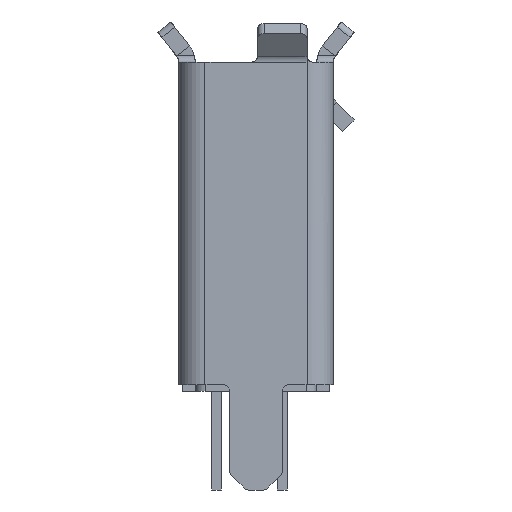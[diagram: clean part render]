
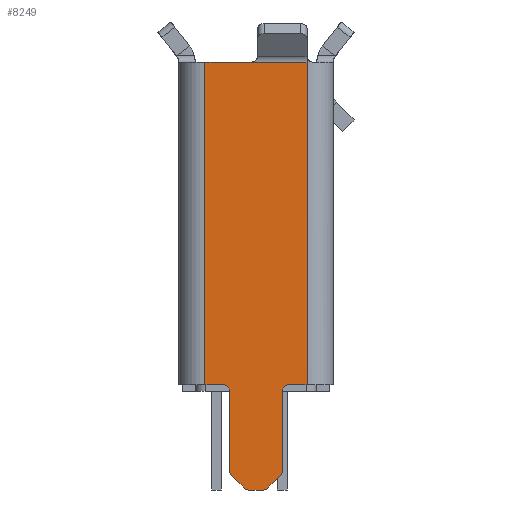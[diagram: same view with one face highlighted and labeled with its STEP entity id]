
A CAD part, left-side view. The second image highlights one B-rep face of the part: STEP entity #8249.
In plain terms, the highlighted planar face has unit normal (-1, 0, 0).
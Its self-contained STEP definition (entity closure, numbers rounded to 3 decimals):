
#70 = LINE ( 'NONE', #9432, #8348 ) ;
#74 = VERTEX_POINT ( 'NONE', #639 ) ;
#79 = VERTEX_POINT ( 'NONE', #1585 ) ;
#131 = DIRECTION ( 'NONE',  ( 0., -1., 0. ) ) ;
#639 = CARTESIAN_POINT ( 'NONE',  ( -3.7, 1.95, 2.45 ) ) ;
#693 = DIRECTION ( 'NONE',  ( 0., 0., -1. ) ) ;
#727 = DIRECTION ( 'NONE',  ( -1., 0., 0. ) ) ;
#1160 = CARTESIAN_POINT ( 'NONE',  ( -3.7, 2.35, 2.45 ) ) ;
#1203 = DIRECTION ( 'NONE',  ( 0., -0.707, 0.707 ) ) ;
#1231 = LINE ( 'NONE', #14126, #4335 ) ;
#1286 = ORIENTED_EDGE ( 'NONE', *, *, #7012, .T. ) ;
#1369 = AXIS2_PLACEMENT_3D ( 'NONE', #14196, #2124, #3226 ) ;
#1377 = VERTEX_POINT ( 'NONE', #13043 ) ;
#1389 = VERTEX_POINT ( 'NONE', #11830 ) ;
#1585 = CARTESIAN_POINT ( 'NONE',  ( -3.7, 1.95, -2.45 ) ) ;
#1654 = EDGE_CURVE ( 'NONE', #3558, #11692, #8632, .T. ) ;
#1665 = DIRECTION ( 'NONE',  ( 0., 0., 1. ) ) ;
#1709 = CARTESIAN_POINT ( 'NONE',  ( -3.7, 1.284, -3.95 ) ) ;
#1780 = AXIS2_PLACEMENT_3D ( 'NONE', #12981, #12053, #7542 ) ;
#1921 = CARTESIAN_POINT ( 'NONE',  ( -3.7, 1.675, -2.45 ) ) ;
#1963 = ORIENTED_EDGE ( 'NONE', *, *, #7605, .T. ) ;
#2095 = CARTESIAN_POINT ( 'NONE',  ( -3.7, 1.15, 2.45 ) ) ;
#2124 = DIRECTION ( 'NONE',  ( -1., 0., 0. ) ) ;
#2199 = CARTESIAN_POINT ( 'NONE',  ( -3.7, 1.575, -3.759 ) ) ;
#2572 = LINE ( 'NONE', #2095, #9693 ) ;
#2753 = VECTOR ( 'NONE', #1665, 1000. ) ;
#2762 = ORIENTED_EDGE ( 'NONE', *, *, #4810, .T. ) ;
#2852 = CARTESIAN_POINT ( 'NONE',  ( -3.7, 1.066, -3.95 ) ) ;
#2914 = ORIENTED_EDGE ( 'NONE', *, *, #14260, .T. ) ;
#2948 = FACE_OUTER_BOUND ( 'NONE', #13385, .T. ) ;
#3029 = VERTEX_POINT ( 'NONE', #8553 ) ;
#3031 = EDGE_CURVE ( 'NONE', #1377, #3558, #5122, .T. ) ;
#3200 = LINE ( 'NONE', #5746, #9108 ) ;
#3226 = DIRECTION ( 'NONE',  ( 0., 0., -1. ) ) ;
#3289 = AXIS2_PLACEMENT_3D ( 'NONE', #6036, #12702, #693 ) ;
#3502 = EDGE_CURVE ( 'NONE', #1389, #9859, #6063, .T. ) ;
#3539 = CARTESIAN_POINT ( 'NONE',  ( -3.7, 1.284, -4.05 ) ) ;
#3558 = VERTEX_POINT ( 'NONE', #8272 ) ;
#3732 = CARTESIAN_POINT ( 'NONE',  ( -3.7, 0.996, -4.021 ) ) ;
#3763 = CARTESIAN_POINT ( 'NONE',  ( -3.7, 2.35, -2.45 ) ) ;
#3829 = CARTESIAN_POINT ( 'NONE',  ( -3.7, 0.775, -4.05 ) ) ;
#3868 = DIRECTION ( 'NONE',  ( 0., -1., 0. ) ) ;
#3912 = ORIENTED_EDGE ( 'NONE', *, *, #11693, .F. ) ;
#4105 = ORIENTED_EDGE ( 'NONE', *, *, #12772, .T. ) ;
#4139 = CARTESIAN_POINT ( 'NONE',  ( -3.7, 1.575, -3.8 ) ) ;
#4289 = VERTEX_POINT ( 'NONE', #5015 ) ;
#4335 = VECTOR ( 'NONE', #7514, 1000. ) ;
#4342 = CARTESIAN_POINT ( 'NONE',  ( -3.7, 1.575, -4.05 ) ) ;
#4370 = ORIENTED_EDGE ( 'NONE', *, *, #10459, .T. ) ;
#4810 = EDGE_CURVE ( 'NONE', #79, #9519, #5488, .T. ) ;
#4896 = ORIENTED_EDGE ( 'NONE', *, *, #1654, .T. ) ;
#5015 = CARTESIAN_POINT ( 'NONE',  ( -3.7, 0.804, -3.829 ) ) ;
#5122 = LINE ( 'NONE', #4139, #9449 ) ;
#5426 = LINE ( 'NONE', #3829, #10957 ) ;
#5468 = EDGE_CURVE ( 'NONE', #11692, #10911, #9445, .T. ) ;
#5488 = LINE ( 'NONE', #3763, #11016 ) ;
#5746 = CARTESIAN_POINT ( 'NONE',  ( -3.7, 0.775, -3.8 ) ) ;
#5748 = VECTOR ( 'NONE', #8503, 1000. ) ;
#5993 = DIRECTION ( 'NONE',  ( 0., 0., -1. ) ) ;
#6036 = CARTESIAN_POINT ( 'NONE',  ( -3.7, 0.675, -2.55 ) ) ;
#6063 = CIRCLE ( 'NONE', #3289, 0.1 ) ;
#6080 = CARTESIAN_POINT ( 'NONE',  ( -3.7, 0.675, -2.45 ) ) ;
#6118 = DIRECTION ( 'NONE',  ( 0., 0., 1. ) ) ;
#6136 = VERTEX_POINT ( 'NONE', #8202 ) ;
#6308 = EDGE_CURVE ( 'NONE', #11649, #1389, #5426, .T. ) ;
#6331 = DIRECTION ( 'NONE',  ( 0., 0., -1. ) ) ;
#6379 = DIRECTION ( 'NONE',  ( 0., 0., -1. ) ) ;
#6498 = VECTOR ( 'NONE', #8841, 1000. ) ;
#6622 = AXIS2_PLACEMENT_3D ( 'NONE', #1709, #727, #10599 ) ;
#6712 = CARTESIAN_POINT ( 'NONE',  ( -3.7, 0.775, -3.759 ) ) ;
#6792 = CARTESIAN_POINT ( 'NONE',  ( -3.7, 1.575, -2.55 ) ) ;
#6956 = CIRCLE ( 'NONE', #7215, 0.1 ) ;
#7012 = EDGE_CURVE ( 'NONE', #9859, #6136, #1231, .T. ) ;
#7069 = EDGE_CURVE ( 'NONE', #4289, #11649, #6956, .T. ) ;
#7070 = ORIENTED_EDGE ( 'NONE', *, *, #7069, .T. ) ;
#7211 = CARTESIAN_POINT ( 'NONE',  ( -3.7, 0.4, 2.45 ) ) ;
#7215 = AXIS2_PLACEMENT_3D ( 'NONE', #8561, #13003, #6379 ) ;
#7319 = DIRECTION ( 'NONE',  ( 0., 0., -1. ) ) ;
#7401 = VERTEX_POINT ( 'NONE', #7211 ) ;
#7412 = DIRECTION ( 'NONE',  ( 1., 0., 0. ) ) ;
#7514 = DIRECTION ( 'NONE',  ( 0., -1., 0. ) ) ;
#7542 = DIRECTION ( 'NONE',  ( 0., 0., -1. ) ) ;
#7553 = CIRCLE ( 'NONE', #7773, 0.1 ) ;
#7605 = EDGE_CURVE ( 'NONE', #9519, #12204, #10598, .T. ) ;
#7773 = AXIS2_PLACEMENT_3D ( 'NONE', #2852, #10942, #5993 ) ;
#7847 = VERTEX_POINT ( 'NONE', #3732 ) ;
#8084 = ORIENTED_EDGE ( 'NONE', *, *, #9543, .F. ) ;
#8198 = AXIS2_PLACEMENT_3D ( 'NONE', #9666, #7412, #6331 ) ;
#8202 = CARTESIAN_POINT ( 'NONE',  ( -3.7, 0.4, -2.45 ) ) ;
#8227 = CIRCLE ( 'NONE', #1369, 0.1 ) ;
#8249 = ADVANCED_FACE ( 'NONE', ( #2948 ), #12936, .F. ) ;
#8272 = CARTESIAN_POINT ( 'NONE',  ( -3.7, 1.354, -4.021 ) ) ;
#8348 = VECTOR ( 'NONE', #7319, 1000. ) ;
#8503 = DIRECTION ( 'NONE',  ( 0., 0., 1. ) ) ;
#8553 = CARTESIAN_POINT ( 'NONE',  ( -3.7, 1.25, 2.45 ) ) ;
#8561 = CARTESIAN_POINT ( 'NONE',  ( -3.7, 0.875, -3.759 ) ) ;
#8632 = CIRCLE ( 'NONE', #6622, 0.1 ) ;
#8794 = EDGE_CURVE ( 'NONE', #9594, #12204, #9861, .T. ) ;
#8841 = DIRECTION ( 'NONE',  ( 0., -1., 0. ) ) ;
#9108 = VECTOR ( 'NONE', #1203, 1000. ) ;
#9374 = ORIENTED_EDGE ( 'NONE', *, *, #3502, .T. ) ;
#9432 = CARTESIAN_POINT ( 'NONE',  ( -3.7, 1.95, 2.45 ) ) ;
#9445 = LINE ( 'NONE', #4342, #6498 ) ;
#9449 = VECTOR ( 'NONE', #11782, 1000. ) ;
#9519 = VERTEX_POINT ( 'NONE', #1921 ) ;
#9543 = EDGE_CURVE ( 'NONE', #74, #3029, #10841, .T. ) ;
#9594 = VERTEX_POINT ( 'NONE', #2199 ) ;
#9666 = CARTESIAN_POINT ( 'NONE',  ( -3.7, 2.35, 2.45 ) ) ;
#9693 = VECTOR ( 'NONE', #12102, 1000. ) ;
#9859 = VERTEX_POINT ( 'NONE', #6080 ) ;
#9861 = LINE ( 'NONE', #12680, #2753 ) ;
#10459 = EDGE_CURVE ( 'NONE', #10911, #7847, #7553, .T. ) ;
#10559 = EDGE_CURVE ( 'NONE', #9594, #1377, #8227, .T. ) ;
#10598 = CIRCLE ( 'NONE', #1780, 0.1 ) ;
#10599 = DIRECTION ( 'NONE',  ( 0., 0., -1. ) ) ;
#10808 = CARTESIAN_POINT ( 'NONE',  ( -3.7, 0.4, 2.45 ) ) ;
#10841 = LINE ( 'NONE', #1160, #13782 ) ;
#10911 = VERTEX_POINT ( 'NONE', #14093 ) ;
#10942 = DIRECTION ( 'NONE',  ( -1., 0., 0. ) ) ;
#10957 = VECTOR ( 'NONE', #6118, 1000. ) ;
#11016 = VECTOR ( 'NONE', #3868, 1000. ) ;
#11299 = ORIENTED_EDGE ( 'NONE', *, *, #10559, .T. ) ;
#11649 = VERTEX_POINT ( 'NONE', #6712 ) ;
#11692 = VERTEX_POINT ( 'NONE', #3539 ) ;
#11693 = EDGE_CURVE ( 'NONE', #3029, #7401, #2572, .T. ) ;
#11782 = DIRECTION ( 'NONE',  ( 0., -0.707, -0.707 ) ) ;
#11830 = CARTESIAN_POINT ( 'NONE',  ( -3.7, 0.775, -2.55 ) ) ;
#11966 = ORIENTED_EDGE ( 'NONE', *, *, #8794, .F. ) ;
#12053 = DIRECTION ( 'NONE',  ( 1., 0., 0. ) ) ;
#12102 = DIRECTION ( 'NONE',  ( 0., -1., 0. ) ) ;
#12125 = LINE ( 'NONE', #10808, #5748 ) ;
#12204 = VERTEX_POINT ( 'NONE', #6792 ) ;
#12680 = CARTESIAN_POINT ( 'NONE',  ( -3.7, 1.575, -4.05 ) ) ;
#12702 = DIRECTION ( 'NONE',  ( 1., 0., 0. ) ) ;
#12772 = EDGE_CURVE ( 'NONE', #7847, #4289, #3200, .T. ) ;
#12915 = ORIENTED_EDGE ( 'NONE', *, *, #5468, .T. ) ;
#12936 = PLANE ( 'NONE',  #8198 ) ;
#12981 = CARTESIAN_POINT ( 'NONE',  ( -3.7, 1.675, -2.55 ) ) ;
#13003 = DIRECTION ( 'NONE',  ( -1., 0., 0. ) ) ;
#13043 = CARTESIAN_POINT ( 'NONE',  ( -3.7, 1.546, -3.829 ) ) ;
#13162 = ORIENTED_EDGE ( 'NONE', *, *, #14207, .T. ) ;
#13211 = ORIENTED_EDGE ( 'NONE', *, *, #6308, .T. ) ;
#13385 = EDGE_LOOP ( 'NONE', ( #4105, #7070, #13211, #9374, #1286, #2914, #3912, #8084, #13162, #2762, #1963, #11966, #11299, #14140, #4896, #12915, #4370 ) ) ;
#13782 = VECTOR ( 'NONE', #131, 1000. ) ;
#14093 = CARTESIAN_POINT ( 'NONE',  ( -3.7, 1.066, -4.05 ) ) ;
#14126 = CARTESIAN_POINT ( 'NONE',  ( -3.7, 2.35, -2.45 ) ) ;
#14140 = ORIENTED_EDGE ( 'NONE', *, *, #3031, .T. ) ;
#14196 = CARTESIAN_POINT ( 'NONE',  ( -3.7, 1.475, -3.759 ) ) ;
#14207 = EDGE_CURVE ( 'NONE', #74, #79, #70, .T. ) ;
#14260 = EDGE_CURVE ( 'NONE', #6136, #7401, #12125, .T. ) ;
